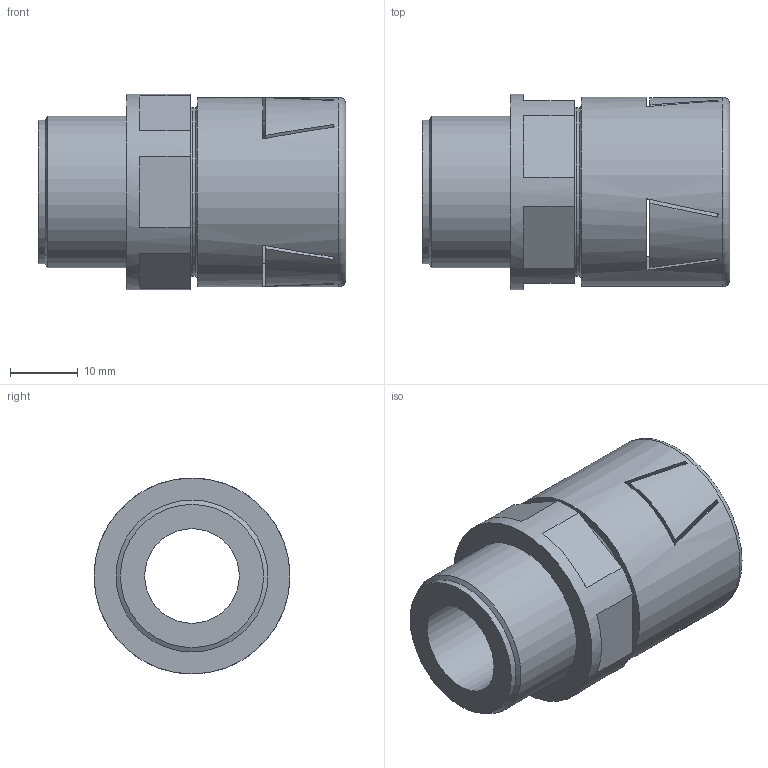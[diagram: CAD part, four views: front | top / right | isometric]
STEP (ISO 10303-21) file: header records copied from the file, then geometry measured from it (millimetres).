
FILE_DESCRIPTION( ( 'STEP AP203' ), '1' );
FILE_NAME( 'FLEXA RQLG1-P 5515.021.216.stp', '2020-03-24T11:24:54', ( 'License CC BY-ND 4.0' ), ( 'CADENAS' ), ' ', 'PARTsolutions', ' ' );
FILE_SCHEMA( ( 'CONFIG_CONTROL_DESIGN' ) );
Length unit declared in the file: millimetre
Products named in the file (1): _FLEXA RQLG1-P 5515.021.216
Bounding box: 45.5 x 29 x 29 mm (x, y, z)
Volume: 12436.3 mm3; surface area: 8210.7 mm2
Topology: 1 solids, 1 shells, 54 faces, 143 edges, 94 vertices
Faces by surface type: plane 42, cylinder 8, torus 3, cone 1
Full cylindrical faces by diameter (mm): 14 x1, 21.2 x2, 22.5 x1, 25 x1, 28 x1, 29 x1
Entity records: 1642 total; most frequent: DIRECTION 308, CARTESIAN_POINT 266, ORIENTED_EDGE 248, AXIS2_PLACEMENT_3D 130, EDGE_CURVE 124, VERTEX_POINT 88, EDGE_LOOP 76, FACE_OUTER_BOUND 63
